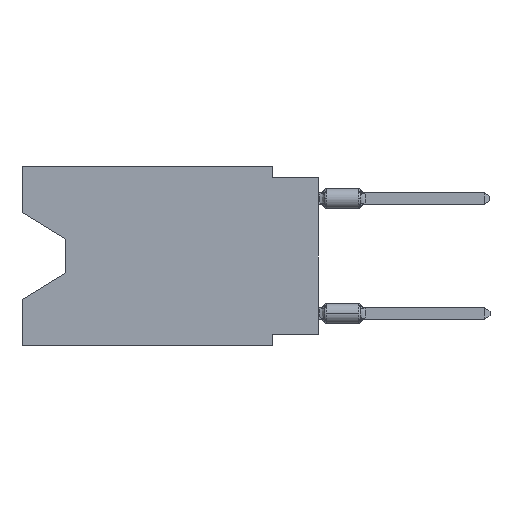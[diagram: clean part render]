
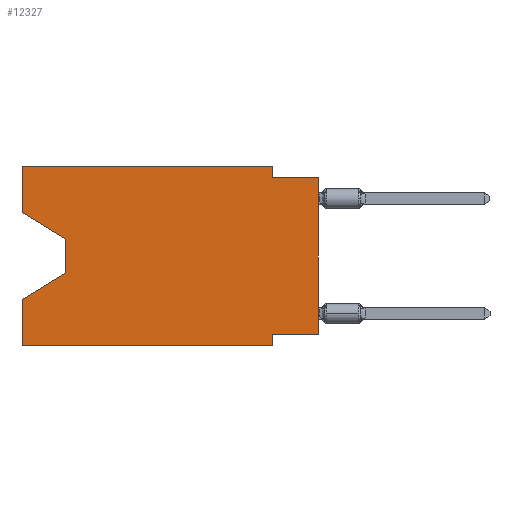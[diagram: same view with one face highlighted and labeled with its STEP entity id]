
A CAD part, left-side view. The second image highlights one B-rep face of the part: STEP entity #12327.
In plain terms, the highlighted planar face has unit normal (-1, 0, 0).
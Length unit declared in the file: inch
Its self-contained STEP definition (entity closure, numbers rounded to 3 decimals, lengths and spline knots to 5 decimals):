
#8 = VECTOR ( 'NONE', #5895, 39.37008 ) ;
#45 = ORIENTED_EDGE ( 'NONE', *, *, #1094, .T. ) ;
#107 = DIRECTION ( 'NONE',  ( 0., 0., -1. ) ) ;
#517 = CARTESIAN_POINT ( 'NONE',  ( 0., 0.645, -0.39 ) ) ;
#597 = CARTESIAN_POINT ( 'NONE',  ( 0., 0.645, -0.39 ) ) ;
#744 = DIRECTION ( 'NONE',  ( 1., 0., 0. ) ) ;
#846 = DIRECTION ( 'NONE',  ( 0., 0.855, -0.519 ) ) ;
#1004 = VECTOR ( 'NONE', #7661, 39.37008 ) ;
#1007 = LINE ( 'NONE', #10765, #8 ) ;
#1094 = EDGE_CURVE ( 'NONE', #6190, #1817, #4461, .T. ) ;
#1119 = DIRECTION ( 'NONE',  ( 0., 0., 1. ) ) ;
#1187 = VERTEX_POINT ( 'NONE', #2630 ) ;
#1277 = CARTESIAN_POINT ( 'NONE',  ( 0., 0.55, -0.158 ) ) ;
#1522 = ORIENTED_EDGE ( 'NONE', *, *, #2602, .F. ) ;
#1817 = VERTEX_POINT ( 'NONE', #2643 ) ;
#1992 = EDGE_CURVE ( 'NONE', #6788, #1187, #1007, .T. ) ;
#2021 = ORIENTED_EDGE ( 'NONE', *, *, #11990, .F. ) ;
#2213 = VECTOR ( 'NONE', #5205, 39.37008 ) ;
#2602 = EDGE_CURVE ( 'NONE', #10348, #8722, #8096, .T. ) ;
#2630 = CARTESIAN_POINT ( 'NONE',  ( 0., 0., -0.025 ) ) ;
#2643 = CARTESIAN_POINT ( 'NONE',  ( 0., 0.55, -0.158 ) ) ;
#2817 = CARTESIAN_POINT ( 'NONE',  ( 0., 0.645, -0.28975 ) ) ;
#3589 = ORIENTED_EDGE ( 'NONE', *, *, #4398, .T. ) ;
#3687 = LINE ( 'NONE', #597, #12139 ) ;
#3865 = AXIS2_PLACEMENT_3D ( 'NONE', #5874, #744, #8907 ) ;
#3887 = ORIENTED_EDGE ( 'NONE', *, *, #7028, .F. ) ;
#4208 = LINE ( 'NONE', #10132, #2213 ) ;
#4398 = EDGE_CURVE ( 'NONE', #10348, #5708, #3687, .T. ) ;
#4461 = LINE ( 'NONE', #7482, #9462 ) ;
#4576 = LINE ( 'NONE', #7775, #6456 ) ;
#4779 = LINE ( 'NONE', #7727, #1004 ) ;
#4838 = CARTESIAN_POINT ( 'NONE',  ( 0., 0.1, -0.025 ) ) ;
#4927 = VECTOR ( 'NONE', #9451, 39.37008 ) ;
#5065 = LINE ( 'NONE', #9092, #5214 ) ;
#5153 = VECTOR ( 'NONE', #8550, 39.37008 ) ;
#5205 = DIRECTION ( 'NONE',  ( 0., 1., 0. ) ) ;
#5214 = VECTOR ( 'NONE', #5799, 39.37008 ) ;
#5304 = LINE ( 'NONE', #1277, #10193 ) ;
#5321 = LINE ( 'NONE', #10525, #5153 ) ;
#5495 = CARTESIAN_POINT ( 'NONE',  ( 0., 0.1, 0. ) ) ;
#5702 = ORIENTED_EDGE ( 'NONE', *, *, #11274, .F. ) ;
#5708 = VERTEX_POINT ( 'NONE', #8902 ) ;
#5785 = CARTESIAN_POINT ( 'NONE',  ( 0., 0.55, -0.232 ) ) ;
#5799 = DIRECTION ( 'NONE',  ( 0., 0., 1. ) ) ;
#5874 = CARTESIAN_POINT ( 'NONE',  ( 0., 0.645, 0. ) ) ;
#5895 = DIRECTION ( 'NONE',  ( 0., -1., 0. ) ) ;
#6190 = VERTEX_POINT ( 'NONE', #7287 ) ;
#6289 = ORIENTED_EDGE ( 'NONE', *, *, #8855, .F. ) ;
#6304 = EDGE_CURVE ( 'NONE', #1817, #10986, #5304, .T. ) ;
#6379 = ORIENTED_EDGE ( 'NONE', *, *, #9842, .T. ) ;
#6456 = VECTOR ( 'NONE', #11660, 39.37008 ) ;
#6788 = VERTEX_POINT ( 'NONE', #4838 ) ;
#6828 = ORIENTED_EDGE ( 'NONE', *, *, #7747, .F. ) ;
#7028 = EDGE_CURVE ( 'NONE', #8684, #6788, #11465, .T. ) ;
#7287 = CARTESIAN_POINT ( 'NONE',  ( 0., 0.645, -0.10025 ) ) ;
#7379 = VECTOR ( 'NONE', #1119, 39.37008 ) ;
#7383 = CARTESIAN_POINT ( 'NONE',  ( 0., 0., -0.365 ) ) ;
#7482 = CARTESIAN_POINT ( 'NONE',  ( 0., 0.645, -0.10025 ) ) ;
#7657 = CARTESIAN_POINT ( 'NONE',  ( 0., 0.645, 0. ) ) ;
#7661 = DIRECTION ( 'NONE',  ( 0., -1., 0. ) ) ;
#7727 = CARTESIAN_POINT ( 'NONE',  ( 0., 0.645, 0. ) ) ;
#7747 = EDGE_CURVE ( 'NONE', #11348, #5708, #5321, .T. ) ;
#7775 = CARTESIAN_POINT ( 'NONE',  ( 0., 0., 0. ) ) ;
#8096 = LINE ( 'NONE', #11130, #7379 ) ;
#8404 = DIRECTION ( 'NONE',  ( 0., -0.855, -0.519 ) ) ;
#8495 = CARTESIAN_POINT ( 'NONE',  ( 0., 0.1, 0. ) ) ;
#8550 = DIRECTION ( 'NONE',  ( 0., 0., -1. ) ) ;
#8684 = VERTEX_POINT ( 'NONE', #8495 ) ;
#8722 = VERTEX_POINT ( 'NONE', #2817 ) ;
#8855 = EDGE_CURVE ( 'NONE', #12645, #11348, #4208, .T. ) ;
#8902 = CARTESIAN_POINT ( 'NONE',  ( 0., 0.1, -0.39 ) ) ;
#8907 = DIRECTION ( 'NONE',  ( 0., 0., -1. ) ) ;
#9092 = CARTESIAN_POINT ( 'NONE',  ( 0., 0.645, 0. ) ) ;
#9093 = ORIENTED_EDGE ( 'NONE', *, *, #9218, .T. ) ;
#9218 = EDGE_CURVE ( 'NONE', #10986, #8722, #9869, .T. ) ;
#9233 = CARTESIAN_POINT ( 'NONE',  ( 0., 0.1, -0.365 ) ) ;
#9451 = DIRECTION ( 'NONE',  ( 0., 0., -1. ) ) ;
#9462 = VECTOR ( 'NONE', #8404, 39.37008 ) ;
#9486 = ORIENTED_EDGE ( 'NONE', *, *, #6304, .T. ) ;
#9842 = EDGE_CURVE ( 'NONE', #12645, #1187, #4576, .T. ) ;
#9869 = LINE ( 'NONE', #5785, #10437 ) ;
#10132 = CARTESIAN_POINT ( 'NONE',  ( 0., 0., -0.365 ) ) ;
#10193 = VECTOR ( 'NONE', #107, 39.37008 ) ;
#10348 = VERTEX_POINT ( 'NONE', #517 ) ;
#10437 = VECTOR ( 'NONE', #846, 39.37008 ) ;
#10525 = CARTESIAN_POINT ( 'NONE',  ( 0., 0.1, -0.39 ) ) ;
#10617 = ORIENTED_EDGE ( 'NONE', *, *, #1992, .F. ) ;
#10765 = CARTESIAN_POINT ( 'NONE',  ( 0., 0., -0.025 ) ) ;
#10810 = PLANE ( 'NONE',  #3865 ) ;
#10889 = VERTEX_POINT ( 'NONE', #7657 ) ;
#10986 = VERTEX_POINT ( 'NONE', #12439 ) ;
#11130 = CARTESIAN_POINT ( 'NONE',  ( 0., 0.645, 0. ) ) ;
#11274 = EDGE_CURVE ( 'NONE', #6190, #10889, #5065, .T. ) ;
#11348 = VERTEX_POINT ( 'NONE', #9233 ) ;
#11465 = LINE ( 'NONE', #5495, #4927 ) ;
#11660 = DIRECTION ( 'NONE',  ( 0., 0., 1. ) ) ;
#11990 = EDGE_CURVE ( 'NONE', #10889, #8684, #4779, .T. ) ;
#12055 = EDGE_LOOP ( 'NONE', ( #45, #9486, #9093, #1522, #3589, #6828, #6289, #6379, #10617, #3887, #2021, #5702 ) ) ;
#12139 = VECTOR ( 'NONE', #12558, 39.37008 ) ;
#12327 = ADVANCED_FACE ( 'NONE', ( #12704 ), #10810, .F. ) ;
#12439 = CARTESIAN_POINT ( 'NONE',  ( 0., 0.55, -0.232 ) ) ;
#12558 = DIRECTION ( 'NONE',  ( 0., -1., 0. ) ) ;
#12645 = VERTEX_POINT ( 'NONE', #7383 ) ;
#12704 = FACE_OUTER_BOUND ( 'NONE', #12055, .T. ) ;
